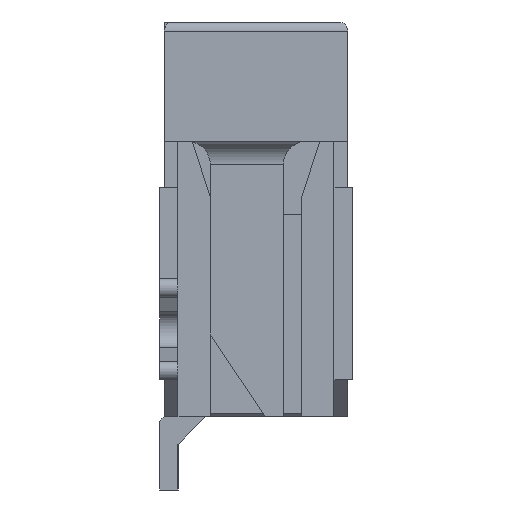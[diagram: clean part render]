
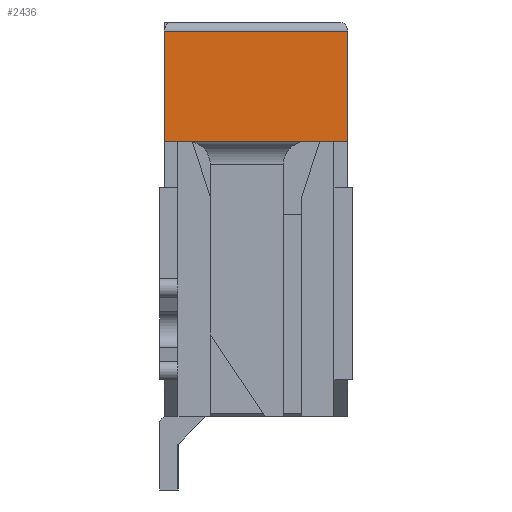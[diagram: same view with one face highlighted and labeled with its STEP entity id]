
A CAD part, left-side view. The second image highlights one B-rep face of the part: STEP entity #2436.
In plain terms, the highlighted planar face has unit normal (-1, 0, 0).
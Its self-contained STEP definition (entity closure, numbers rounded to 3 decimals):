
#2436 = ADVANCED_FACE( '', ( #4751 ), #4752, .T. );
#4751 = FACE_OUTER_BOUND( '', #7074, .T. );
#4752 = PLANE( '', #7075 );
#7074 = EDGE_LOOP( '', ( #14165, #14166, #14167, #14168 ) );
#7075 = AXIS2_PLACEMENT_3D( '', #14169, #14170, #14171 );
#14165 = ORIENTED_EDGE( '', *, *, #18679, .F. );
#14166 = ORIENTED_EDGE( '', *, *, #17374, .T. );
#14167 = ORIENTED_EDGE( '', *, *, #18266, .T. );
#14168 = ORIENTED_EDGE( '', *, *, #17975, .F. );
#14169 = CARTESIAN_POINT( '', ( -11.45, -1., 0.65 ) );
#14170 = DIRECTION( '', ( -1., 0., 0. ) );
#14171 = DIRECTION( '', ( 0., 0., 1. ) );
#17374 = EDGE_CURVE( '', #19887, #21875, #21877, .T. );
#17975 = EDGE_CURVE( '', #22720, #22722, #22723, .T. );
#18266 = EDGE_CURVE( '', #21875, #22722, #23108, .T. );
#18679 = EDGE_CURVE( '', #19887, #22720, #23589, .T. );
#19887 = VERTEX_POINT( '', #25250 );
#21875 = VERTEX_POINT( '', #28241 );
#21877 = LINE( '', #28243, #28244 );
#22720 = VERTEX_POINT( '', #29532 );
#22722 = VERTEX_POINT( '', #29535 );
#22723 = LINE( '', #29536, #29537 );
#23108 = LINE( '', #30135, #30136 );
#23589 = LINE( '', #30878, #30879 );
#25250 = CARTESIAN_POINT( '', ( -11.45, -1., 0.55 ) );
#28241 = CARTESIAN_POINT( '', ( -11.45, 1., 0.55 ) );
#28243 = CARTESIAN_POINT( '', ( -11.45, 1., 0.55 ) );
#28244 = VECTOR( '', #32754, 1000. );
#29532 = CARTESIAN_POINT( '', ( -11.45, -1., -0.65 ) );
#29535 = CARTESIAN_POINT( '', ( -11.45, 1., -0.65 ) );
#29536 = CARTESIAN_POINT( '', ( -11.45, -1., -0.65 ) );
#29537 = VECTOR( '', #33234, 1000. );
#30135 = CARTESIAN_POINT( '', ( -11.45, 1., 0.65 ) );
#30136 = VECTOR( '', #33463, 1000. );
#30878 = CARTESIAN_POINT( '', ( -11.45, -1., 0.65 ) );
#30879 = VECTOR( '', #33743, 1000. );
#32754 = DIRECTION( '', ( 0., 1., 0. ) );
#33234 = DIRECTION( '', ( 0., 1., 0. ) );
#33463 = DIRECTION( '', ( 0., 0., -1. ) );
#33743 = DIRECTION( '', ( 0., 0., -1. ) );
